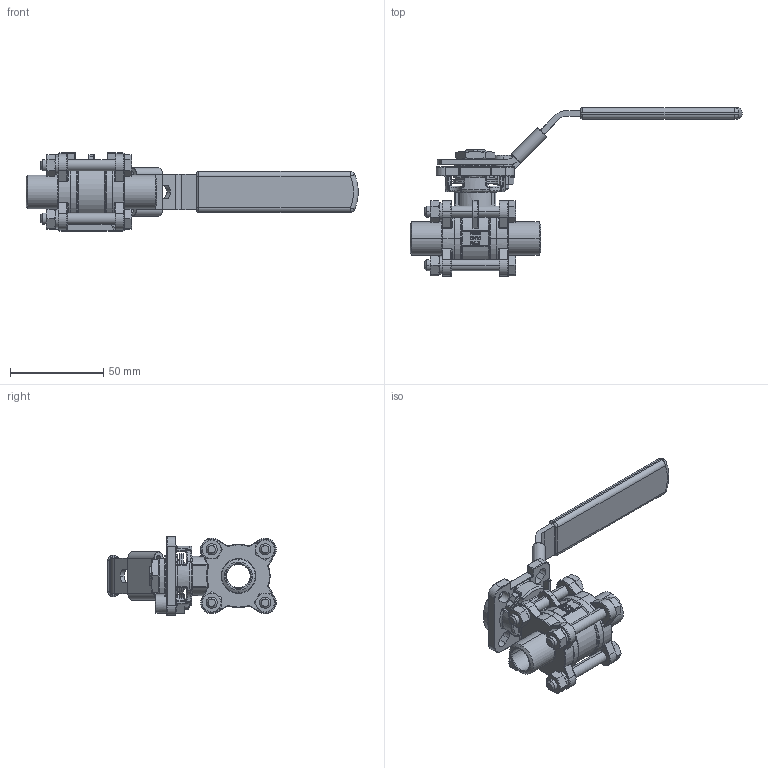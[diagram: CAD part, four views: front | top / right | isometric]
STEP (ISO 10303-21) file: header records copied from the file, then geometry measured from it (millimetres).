
FILE_DESCRIPTION (( 'STEP AP214' ), '1' );
FILE_NAME ('K3-038-0SS-4 Kugelhahn 1801.STEP', '2018-01-03T09:02:21', ( '' ), ( '' ), 'SwSTEP 2.0', 'SolidWorks 2016', '' );
FILE_SCHEMA (( 'AUTOMOTIVE_DESIGN' ));
Length unit declared in the file: millimetre
Products named in the file (1): K3-038-0SS-4 Kugelhahn 1801
Bounding box: 177.92 x 90.22 x 42 mm (x, y, z)
Volume: 76377.7 mm3; surface area: 33514.9 mm2
Topology: 1 solids, 9 shells, 1743 faces, 4261 edges, 2515 vertices
Faces by surface type: plane 497, bspline 398, cylinder 396, torus 263, cone 147, sphere 42
Entity records: 71708 total; most frequent: CARTESIAN_POINT 29292, ORIENTED_EDGE 8390, DIRECTION 7374, EDGE_CURVE 4195, AXIS2_PLACEMENT_3D 2866, VERTEX_POINT 2515, EDGE_LOOP 1838, ADVANCED_FACE 1743
